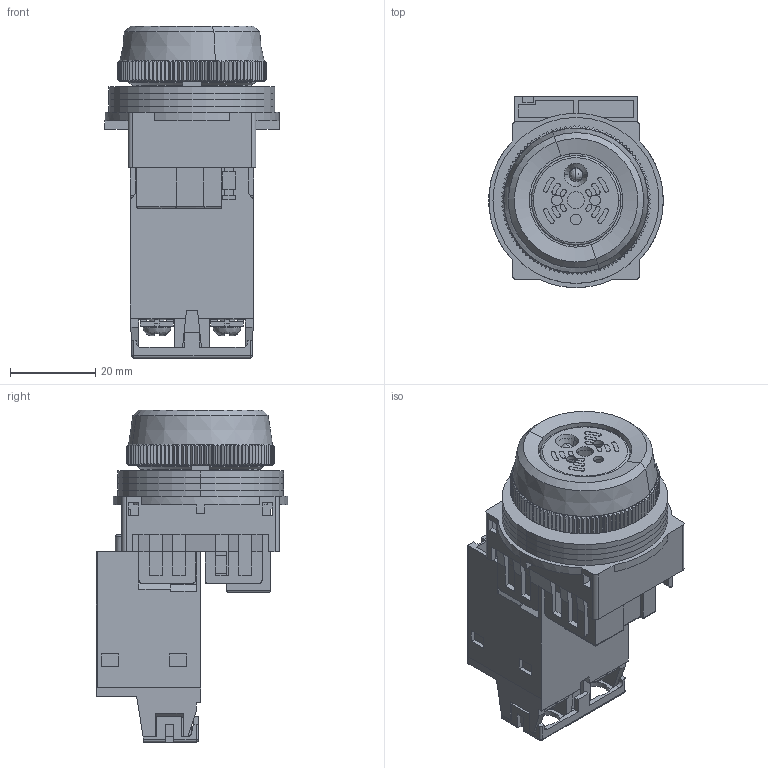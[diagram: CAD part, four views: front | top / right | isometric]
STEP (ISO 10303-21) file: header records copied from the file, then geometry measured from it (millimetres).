
FILE_DESCRIPTION (( 'STEP AP214' ), '1' );
FILE_NAME ('DR30B5-HBZC.step', '2018-02-19T20:43:57', ( '' ), ( '' ), 'SwSTEP 2.0', 'SolidWorks 2017', '' );
FILE_SCHEMA (( 'AUTOMOTIVE_DESIGN' ));
Length unit declared in the file: inch
Products named in the file (1): DR30B5-HBZC
Bounding box: 41 x 45 x 78 mm (x, y, z)
Volume: 51433.3 mm3; surface area: 29595.7 mm2
Topology: 16 solids, 16 shells, 1237 faces, 3448 edges, 2263 vertices
Faces by surface type: plane 817, cylinder 332, cone 70, bspline 18
Entity records: 56852 total; most frequent: CARTESIAN_POINT 9199, ORIENTED_EDGE 6884, DIRECTION 6066, EDGE_CURVE 3442, VERTEX_POINT 2263, VECTOR 2174, LINE 2174, AXIS2_PLACEMENT_3D 1946
